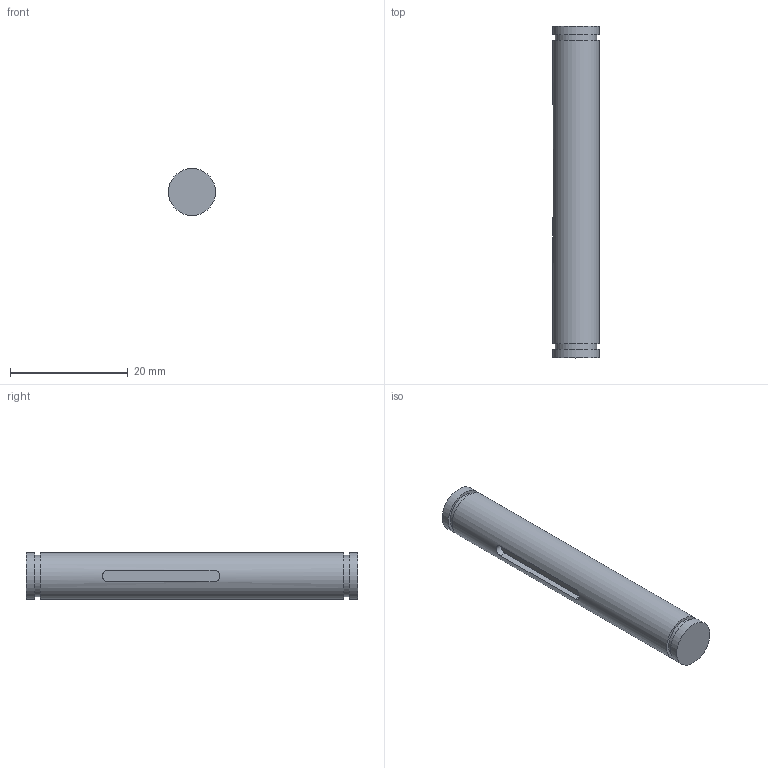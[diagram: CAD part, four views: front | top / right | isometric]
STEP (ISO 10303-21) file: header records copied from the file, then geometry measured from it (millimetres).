
FILE_DESCRIPTION(/* description */ (''),/* implementation_level */ '2;1');
FILE_NAME(/* name */ 'AxeVerticalCaptif.stp',/* time_stamp */ '2022-05-24T13:15:13+02:00',/* author */ ('Nathann'),/* organization */ (''),/* preprocessor_version */ 'ST-DEVELOPER v16.13',/* originating_system */ 'Autodesk Inventor 2018',/* authorisation */ '');
FILE_SCHEMA (('AUTOMOTIVE_DESIGN { 1 0 10303 214 3 1 1 }'));
Length unit declared in the file: millimetre
Products named in the file (1): AxeVerticalCaptif
Bounding box: 8 x 56.5 x 8 mm (x, y, z)
Volume: 2772.5 mm3; surface area: 1607.1 mm2
Topology: 1 solids, 1 shells, 16 faces, 30 edges, 20 vertices
Faces by surface type: plane 9, cylinder 7
Full cylindrical faces by diameter (mm): 7 x2, 8 x3
Entity records: 443 total; most frequent: CARTESIAN_POINT 97, DIRECTION 66, ORIENTED_EDGE 48, AXIS2_PLACEMENT_3D 29, EDGE_LOOP 26, EDGE_CURVE 24, VERTEX_POINT 20, FACE_OUTER_BOUND 16
